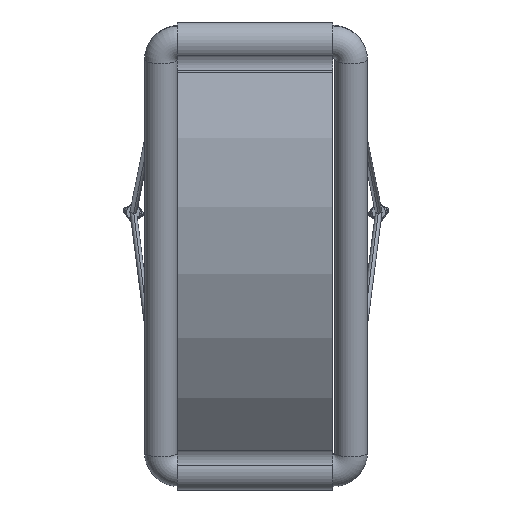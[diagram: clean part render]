
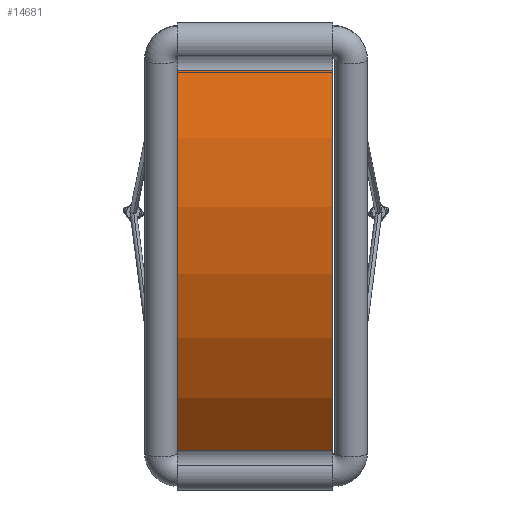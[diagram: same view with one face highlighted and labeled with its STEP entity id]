
A CAD part, front view. The second image highlights one B-rep face of the part: STEP entity #14681.
In plain terms, the highlighted cylindrical face has radius 963.748 mm (diameter 1927.5 mm), a partial arc.
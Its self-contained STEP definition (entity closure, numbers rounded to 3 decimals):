
#95 = VERTEX_POINT ( 'NONE', #1268 ) ;
#584 = VERTEX_POINT ( 'NONE', #11557 ) ;
#1268 = CARTESIAN_POINT ( 'NONE',  ( -480.18, -42.681, 192.5 ) ) ;
#1745 = EDGE_CURVE ( 'NONE', #95, #25462, #19064, .T. ) ;
#3754 = LINE ( 'NONE', #4180, #9391 ) ;
#4180 = CARTESIAN_POINT ( 'NONE',  ( 480.18, -42.681, -187.5 ) ) ;
#4796 = FACE_OUTER_BOUND ( 'NONE', #8410, .T. ) ;
#6162 = ORIENTED_EDGE ( 'NONE', *, *, #6598, .T. ) ;
#6598 = EDGE_CURVE ( 'NONE', #584, #20099, #16766, .T. ) ;
#8202 = AXIS2_PLACEMENT_3D ( 'NONE', #10849, #25744, #12985 ) ;
#8410 = EDGE_LOOP ( 'NONE', ( #16884, #18290, #6162, #14954 ) ) ;
#9391 = VECTOR ( 'NONE', #16977, 1000. ) ;
#10849 = CARTESIAN_POINT ( 'NONE',  ( 0., 792.925, 192.5 ) ) ;
#11001 = DIRECTION ( 'NONE',  ( 0., 0., 1. ) ) ;
#11181 = AXIS2_PLACEMENT_3D ( 'NONE', #19625, #11001, #17566 ) ;
#11557 = CARTESIAN_POINT ( 'NONE',  ( -480.18, -42.681, -187.5 ) ) ;
#12636 = CARTESIAN_POINT ( 'NONE',  ( 0., 792.925, -187.5 ) ) ;
#12985 = DIRECTION ( 'NONE',  ( 1., 0., 0. ) ) ;
#13418 = CYLINDRICAL_SURFACE ( 'NONE', #11181, 963.748 ) ;
#14681 = ADVANCED_FACE ( 'NONE', ( #4796 ), #13418, .T. ) ;
#14826 = DIRECTION ( 'NONE',  ( 1., 0., 0. ) ) ;
#14954 = ORIENTED_EDGE ( 'NONE', *, *, #15480, .T. ) ;
#15414 = LINE ( 'NONE', #16872, #26046 ) ;
#15480 = EDGE_CURVE ( 'NONE', #20099, #25462, #3754, .T. ) ;
#15851 = EDGE_CURVE ( 'NONE', #584, #95, #15414, .T. ) ;
#16766 = CIRCLE ( 'NONE', #26697, 963.748 ) ;
#16872 = CARTESIAN_POINT ( 'NONE',  ( -480.18, -42.681, -187.5 ) ) ;
#16884 = ORIENTED_EDGE ( 'NONE', *, *, #1745, .F. ) ;
#16977 = DIRECTION ( 'NONE',  ( 0., 0., 1. ) ) ;
#17035 = DIRECTION ( 'NONE',  ( 0., 0., 1. ) ) ;
#17566 = DIRECTION ( 'NONE',  ( 1., 0., 0. ) ) ;
#18290 = ORIENTED_EDGE ( 'NONE', *, *, #15851, .F. ) ;
#19064 = CIRCLE ( 'NONE', #8202, 963.748 ) ;
#19625 = CARTESIAN_POINT ( 'NONE',  ( 0., 792.925, -187.5 ) ) ;
#19898 = CARTESIAN_POINT ( 'NONE',  ( 480.18, -42.681, 192.5 ) ) ;
#20099 = VERTEX_POINT ( 'NONE', #25443 ) ;
#25443 = CARTESIAN_POINT ( 'NONE',  ( 480.18, -42.681, -187.5 ) ) ;
#25462 = VERTEX_POINT ( 'NONE', #19898 ) ;
#25744 = DIRECTION ( 'NONE',  ( 0., 0., 1. ) ) ;
#26046 = VECTOR ( 'NONE', #17035, 1000. ) ;
#26697 = AXIS2_PLACEMENT_3D ( 'NONE', #12636, #27577, #14826 ) ;
#27577 = DIRECTION ( 'NONE',  ( 0., 0., 1. ) ) ;
